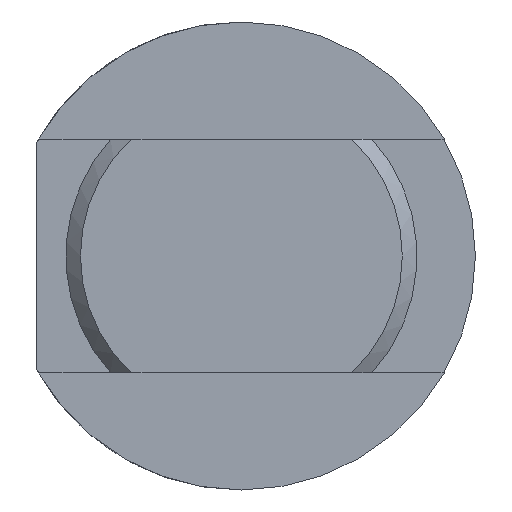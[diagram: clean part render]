
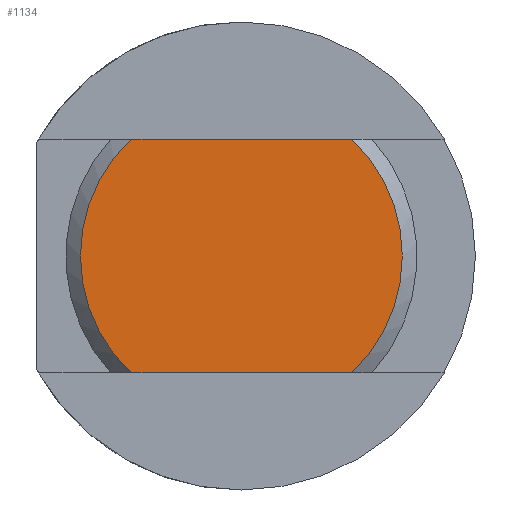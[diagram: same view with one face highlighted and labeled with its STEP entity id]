
A CAD part, left-side view. The second image highlights one B-rep face of the part: STEP entity #1134.
In plain terms, the highlighted planar face has unit normal (-1, 0, 0).
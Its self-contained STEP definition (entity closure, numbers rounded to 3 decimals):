
#114 = EDGE_LOOP ( 'NONE', ( #528, #529, #530, #531 ) ) ;
#528 = ORIENTED_EDGE ( 'NONE', *, *, #979, .F. ) ;
#529 = ORIENTED_EDGE ( 'NONE', *, *, #978, .T. ) ;
#530 = ORIENTED_EDGE ( 'NONE', *, *, #975, .F. ) ;
#531 = ORIENTED_EDGE ( 'NONE', *, *, #980, .T. ) ;
#815 = AXIS2_PLACEMENT_3D ( 'NONE', #2894, #2897, #2898 ) ;
#975 = EDGE_CURVE ( 'NONE', #1883, #1881, #1429, .T. ) ;
#978 = EDGE_CURVE ( 'NONE', #1894, #1881, #1435, .T. ) ;
#979 = EDGE_CURVE ( 'NONE', #1894, #1899, #1434, .T. ) ;
#980 = EDGE_CURVE ( 'NONE', #1883, #1899, #1438, .T. ) ;
#1134 = ADVANCED_FACE ( 'NONE', ( #1663 ), #2895, .F. ) ;
#1228 = AXIS2_PLACEMENT_3D ( 'NONE', #2403, #2404, #2405 ) ;
#1229 = AXIS2_PLACEMENT_3D ( 'NONE', #2406, #2409, #2410 ) ;
#1424 = VECTOR ( 'NONE', #2407, 1000. ) ;
#1425 = VECTOR ( 'NONE', #2395, 1000. ) ;
#1429 = LINE ( 'NONE', #2386, #1425 ) ;
#1434 = LINE ( 'NONE', #2400, #1424 ) ;
#1435 = CIRCLE ( 'NONE', #1228, 5.5 ) ;
#1438 = CIRCLE ( 'NONE', #1229, 5.5 ) ;
#1663 = FACE_OUTER_BOUND ( 'NONE', #114, .T. ) ;
#1881 = VERTEX_POINT ( 'NONE', #3200 ) ;
#1883 = VERTEX_POINT ( 'NONE', #3202 ) ;
#1894 = VERTEX_POINT ( 'NONE', #3213 ) ;
#1899 = VERTEX_POINT ( 'NONE', #3218 ) ;
#2386 = CARTESIAN_POINT ( 'NONE',  ( 0., 6.928, 4. ) ) ;
#2395 = DIRECTION ( 'NONE',  ( 0., -1., 0. ) ) ;
#2400 = CARTESIAN_POINT ( 'NONE',  ( 0., 6.928, -4. ) ) ;
#2403 = CARTESIAN_POINT ( 'NONE',  ( 0., 0., 0. ) ) ;
#2404 = DIRECTION ( 'NONE',  ( -1., 0., 0. ) ) ;
#2405 = DIRECTION ( 'NONE',  ( 0., 0., -1. ) ) ;
#2406 = CARTESIAN_POINT ( 'NONE',  ( 0., 0., 0. ) ) ;
#2407 = DIRECTION ( 'NONE',  ( 0., 1., 0. ) ) ;
#2409 = DIRECTION ( 'NONE',  ( -1., 0., 0. ) ) ;
#2410 = DIRECTION ( 'NONE',  ( 0., 0., -1. ) ) ;
#2894 = CARTESIAN_POINT ( 'NONE',  ( 0., 0., 0. ) ) ;
#2895 = PLANE ( 'NONE',  #815 ) ;
#2897 = DIRECTION ( 'NONE',  ( 1., 0., 0. ) ) ;
#2898 = DIRECTION ( 'NONE',  ( 0., 0., -1. ) ) ;
#3200 = CARTESIAN_POINT ( 'NONE',  ( 0., -3.775, 4. ) ) ;
#3202 = CARTESIAN_POINT ( 'NONE',  ( 0., 3.775, 4. ) ) ;
#3213 = CARTESIAN_POINT ( 'NONE',  ( 0., -3.775, -4. ) ) ;
#3218 = CARTESIAN_POINT ( 'NONE',  ( 0., 3.775, -4. ) ) ;
